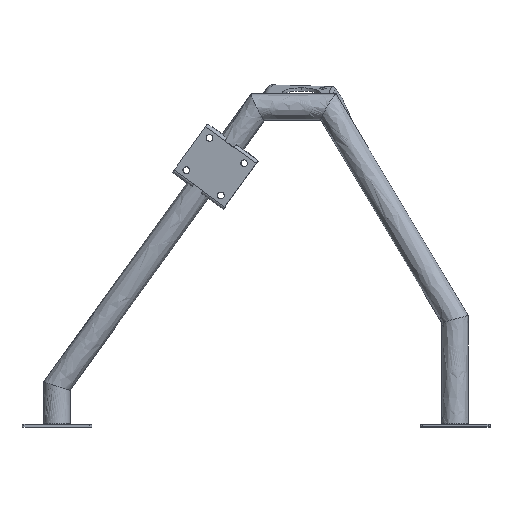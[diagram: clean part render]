
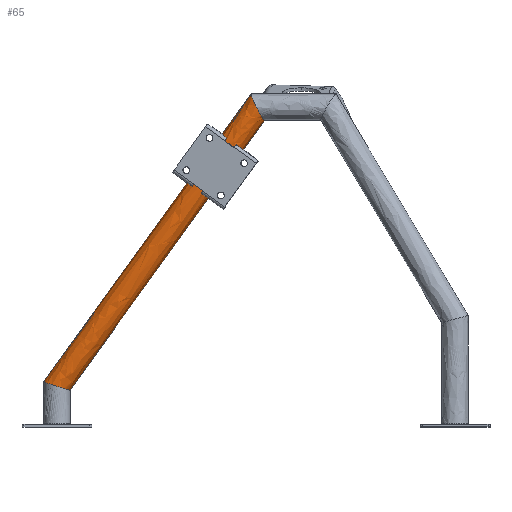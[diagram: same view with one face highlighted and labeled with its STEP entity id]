
A CAD part, top view. The second image highlights one B-rep face of the part: STEP entity #65.
In plain terms, the highlighted free-form (B-spline) face has degree [2, 1] with [9, 2] control points.
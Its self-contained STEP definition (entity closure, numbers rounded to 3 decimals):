
#65=ADVANCED_FACE('',(#222),#2468,.T.);
#222=FACE_OUTER_BOUND('',#380,.T.);
#380=EDGE_LOOP('',(#601,#602,#603,#604,#605,#606));
#601=ORIENTED_EDGE('',*,*,#1371,.F.);
#602=ORIENTED_EDGE('',*,*,#1375,.T.);
#603=ORIENTED_EDGE('',*,*,#1384,.T.);
#604=ORIENTED_EDGE('',*,*,#1374,.T.);
#605=ORIENTED_EDGE('',*,*,#1373,.T.);
#606=ORIENTED_EDGE('',*,*,#1372,.F.);
#1371=EDGE_CURVE('',#2152,#2154,#1884,.T.);
#1372=EDGE_CURVE('',#2154,#2151,#1885,.T.);
#1373=EDGE_CURVE('',#2155,#2151,#1886,.T.);
#1374=EDGE_CURVE('',#2156,#2155,#1887,.T.);
#1375=EDGE_CURVE('',#2152,#2157,#1888,.T.);
#1384=EDGE_CURVE('',#2157,#2156,#1897,.T.);
#1884=B_SPLINE_CURVE_WITH_KNOTS('',3,(#3332,#3333,#3334,#3335,#3336,#3337),
 .UNSPECIFIED.,.F.,.F.,(4,2,4),(0.,0.498,1.),.UNSPECIFIED.);
#1885=B_SPLINE_CURVE_WITH_KNOTS('',3,(#3338,#3339,#3340,#3341,#3342,#3343),
 .UNSPECIFIED.,.F.,.F.,(4,2,4),(0.,0.502,1.),.UNSPECIFIED.);
#1886=B_SPLINE_CURVE_WITH_KNOTS('',1,(#3344,#3345),.UNSPECIFIED.,.F.,.F.,
(2,2),(-535.837,0.),.UNSPECIFIED.);
#1887=B_SPLINE_CURVE_WITH_KNOTS('',3,(#3346,#3347,#3348,#3349),
 .UNSPECIFIED.,.F.,.F.,(4,4),(0.,1.),.UNSPECIFIED.);
#1888=B_SPLINE_CURVE_WITH_KNOTS('',1,(#3350,#3351),.UNSPECIFIED.,.F.,.F.,
(2,2),(0.,502.46),.UNSPECIFIED.);
#1897=B_SPLINE_CURVE_WITH_KNOTS('',3,(#3388,#3389,#3390,#3391),
 .UNSPECIFIED.,.F.,.F.,(4,4),(0.,1.),.UNSPECIFIED.);
#2151=VERTEX_POINT('',#3168);
#2152=VERTEX_POINT('',#3169);
#2154=VERTEX_POINT('',#3171);
#2155=VERTEX_POINT('',#3172);
#2156=VERTEX_POINT('',#3173);
#2157=VERTEX_POINT('',#3174);
#2468=(
BOUNDED_SURFACE()
B_SPLINE_SURFACE(2,1,((#2901,#2902),(#2903,#2904),(#2905,#2906),(#2907,
#2908),(#2909,#2910),(#2911,#2912),(#2913,#2914),(#2915,#2916),(#2917,#2918)),
 .UNSPECIFIED.,.T.,.F.,.F.)
B_SPLINE_SURFACE_WITH_KNOTS((3,2,2,2,3),(2,2),(0.,31.416,62.832,
94.248,125.664),(0.,681.114),.UNSPECIFIED.)
GEOMETRIC_REPRESENTATION_ITEM()
RATIONAL_B_SPLINE_SURFACE(((1.,1.),(0.707,0.707),
(1.,1.),(0.707,0.707),(1.,1.),(0.707,
0.707),(1.,1.),(0.707,0.707),(1.,1.)))
REPRESENTATION_ITEM('')
SURFACE()
);
#2901=CARTESIAN_POINT('',(405.795,538.365,9.749));
#2902=CARTESIAN_POINT('',(8.298,-12.668,-37.951));
#2903=CARTESIAN_POINT('',(404.975,537.229,29.7));
#2904=CARTESIAN_POINT('',(7.479,-13.803,-18.));
#2905=CARTESIAN_POINT('',(388.755,548.93,29.7));
#2906=CARTESIAN_POINT('',(-8.742,-2.103,-18.));
#2907=CARTESIAN_POINT('',(372.535,560.63,29.7));
#2908=CARTESIAN_POINT('',(-24.962,9.598,-18.));
#2909=CARTESIAN_POINT('',(373.354,561.766,9.749));
#2910=CARTESIAN_POINT('',(-24.142,10.734,-37.951));
#2911=CARTESIAN_POINT('',(374.174,562.902,-10.202));
#2912=CARTESIAN_POINT('',(-23.323,11.87,-57.902));
#2913=CARTESIAN_POINT('',(390.394,551.202,-10.202));
#2914=CARTESIAN_POINT('',(-7.103,0.169,-57.902));
#2915=CARTESIAN_POINT('',(406.614,539.501,-10.202));
#2916=CARTESIAN_POINT('',(9.117,-11.532,-57.902));
#2917=CARTESIAN_POINT('',(405.795,538.365,9.749));
#2918=CARTESIAN_POINT('',(8.298,-12.668,-37.951));
#3168=CARTESIAN_POINT('',(17.642,68.498,-34.883));
#3169=CARTESIAN_POINT('',(57.358,55.502,-30.117));
#3171=CARTESIAN_POINT('',(35.117,62.,-12.642));
#3172=CARTESIAN_POINT('',(330.356,502.,2.643));
#3173=CARTESIAN_POINT('',(338.091,482.,23.714));
#3174=CARTESIAN_POINT('',(350.592,462.,5.071));
#3332=CARTESIAN_POINT('',(57.358,55.502,-30.117));
#3333=CARTESIAN_POINT('',(56.697,55.502,-24.614));
#3334=CARTESIAN_POINT('',(53.741,56.247,-19.757));
#3335=CARTESIAN_POINT('',(45.523,58.657,-13.462));
#3336=CARTESIAN_POINT('',(40.249,60.321,-12.027));
#3337=CARTESIAN_POINT('',(35.117,62.,-12.642));
#3338=CARTESIAN_POINT('',(35.117,62.,-12.642));
#3339=CARTESIAN_POINT('',(29.984,63.68,-13.258));
#3340=CARTESIAN_POINT('',(25.199,65.343,-15.901));
#3341=CARTESIAN_POINT('',(18.705,67.753,-23.963));
#3342=CARTESIAN_POINT('',(16.982,68.498,-29.381));
#3343=CARTESIAN_POINT('',(17.642,68.498,-34.883));
#3344=CARTESIAN_POINT('',(330.356,502.,2.643));
#3345=CARTESIAN_POINT('',(17.642,68.498,-34.883));
#3346=CARTESIAN_POINT('',(338.091,482.,23.714));
#3347=CARTESIAN_POINT('',(333.007,492.051,23.104));
#3348=CARTESIAN_POINT('',(328.92,502.,14.614));
#3349=CARTESIAN_POINT('',(330.356,502.,2.643));
#3350=CARTESIAN_POINT('',(57.358,55.502,-30.117));
#3351=CARTESIAN_POINT('',(350.592,462.,5.071));
#3388=CARTESIAN_POINT('',(350.592,462.,5.071));
#3389=CARTESIAN_POINT('',(349.156,462.,17.042));
#3390=CARTESIAN_POINT('',(343.176,471.949,24.325));
#3391=CARTESIAN_POINT('',(338.091,482.,23.714));
